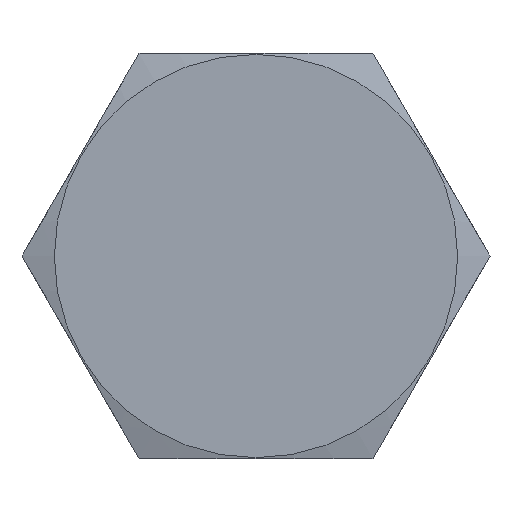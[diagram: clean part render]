
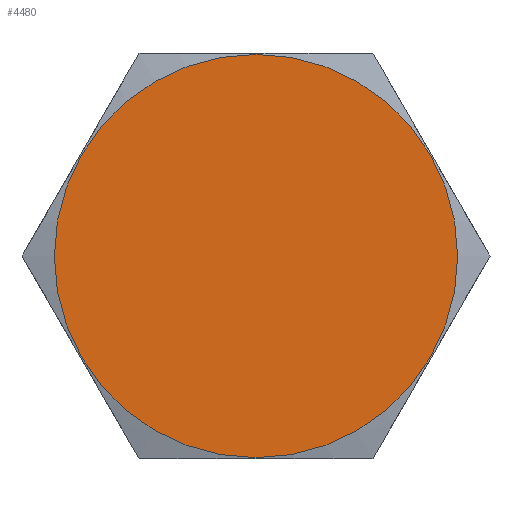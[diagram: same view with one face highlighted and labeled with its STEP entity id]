
A CAD part, left-side view. The second image highlights one B-rep face of the part: STEP entity #4480.
In plain terms, the highlighted planar face has unit normal (-1, 0, 0).
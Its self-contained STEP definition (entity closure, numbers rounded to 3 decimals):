
#1370 = CARTESIAN_POINT ( 'NONE',  ( 0., 0., 39.8 ) ) ;
#1606 = DIRECTION ( 'NONE',  ( -1., 0., 0. ) ) ;
#2422 = VERTEX_POINT ( 'NONE', #1370 ) ;
#4286 = DIRECTION ( 'NONE',  ( 0., 0., 1. ) ) ;
#4480 = ADVANCED_FACE ( 'NONE', ( #12540 ), #8796, .F. ) ;
#6184 = ORIENTED_EDGE ( 'NONE', *, *, #12552, .T. ) ;
#8128 = AXIS2_PLACEMENT_3D ( 'NONE', #13345, #1606, #4286 ) ;
#8796 = PLANE ( 'NONE',  #14077 ) ;
#8948 = EDGE_LOOP ( 'NONE', ( #6184 ) ) ;
#12540 = FACE_OUTER_BOUND ( 'NONE', #8948, .T. ) ;
#12552 = EDGE_CURVE ( 'NONE', #2422, #2422, #16247, .T. ) ;
#13345 = CARTESIAN_POINT ( 'NONE',  ( 0., 0., 0. ) ) ;
#13716 = CARTESIAN_POINT ( 'NONE',  ( 0., 49.5, 0. ) ) ;
#13890 = DIRECTION ( 'NONE',  ( 0., 0., -1. ) ) ;
#14077 = AXIS2_PLACEMENT_3D ( 'NONE', #13716, #16373, #13890 ) ;
#16247 = CIRCLE ( 'NONE', #8128, 39.8 ) ;
#16373 = DIRECTION ( 'NONE',  ( 1., 0., 0. ) ) ;
